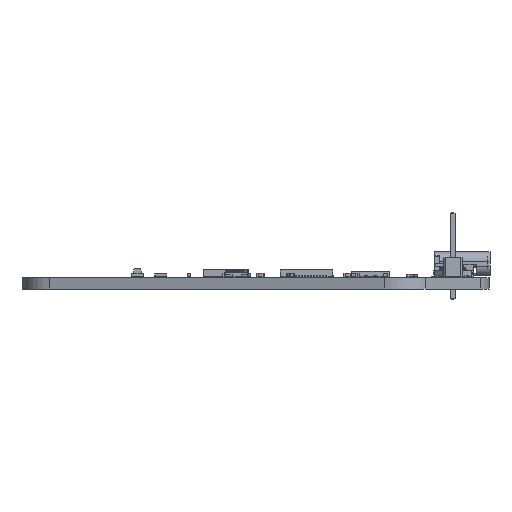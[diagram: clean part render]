
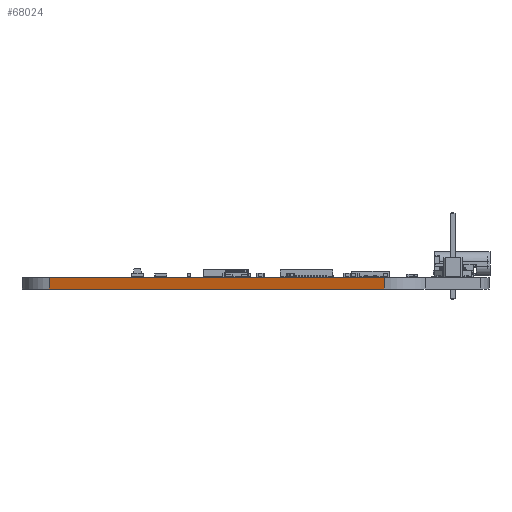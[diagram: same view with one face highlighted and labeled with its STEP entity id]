
A CAD part, left-side view. The second image highlights one B-rep face of the part: STEP entity #68024.
In plain terms, the highlighted planar face has unit normal (-0.954, 0.299, 0).
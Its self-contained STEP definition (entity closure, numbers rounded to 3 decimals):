
#66826 = VERTEX_POINT('',#66827);
#66827 = CARTESIAN_POINT('',(118.464,-64.284,0.));
#66833 = EDGE_CURVE('',#66834,#66826,#66836,.T.);
#66834 = VERTEX_POINT('',#66835);
#66835 = CARTESIAN_POINT('',(104.588,-108.575,0.));
#66836 = LINE('',#66837,#66838);
#66837 = CARTESIAN_POINT('',(104.588,-108.575,0.));
#66838 = VECTOR('',#66839,1.);
#66839 = DIRECTION('',(0.299,0.954,0.));
#67309 = VERTEX_POINT('',#67310);
#67310 = CARTESIAN_POINT('',(118.464,-64.284,1.51));
#67316 = EDGE_CURVE('',#67317,#67309,#67319,.T.);
#67317 = VERTEX_POINT('',#67318);
#67318 = CARTESIAN_POINT('',(104.588,-108.575,1.51));
#67319 = LINE('',#67320,#67321);
#67320 = CARTESIAN_POINT('',(104.588,-108.575,1.51));
#67321 = VECTOR('',#67322,1.);
#67322 = DIRECTION('',(0.299,0.954,0.));
#67994 = EDGE_CURVE('',#66826,#67309,#67995,.T.);
#67995 = LINE('',#67996,#67997);
#67996 = CARTESIAN_POINT('',(118.464,-64.284,0.));
#67997 = VECTOR('',#67998,1.);
#67998 = DIRECTION('',(0.,0.,1.));
#68024 = ADVANCED_FACE('',(#68025),#68036,.T.);
#68025 = FACE_BOUND('',#68026,.T.);
#68026 = EDGE_LOOP('',(#68027,#68033,#68034,#68035));
#68027 = ORIENTED_EDGE('',*,*,#68028,.T.);
#68028 = EDGE_CURVE('',#66834,#67317,#68029,.T.);
#68029 = LINE('',#68030,#68031);
#68030 = CARTESIAN_POINT('',(104.588,-108.575,0.));
#68031 = VECTOR('',#68032,1.);
#68032 = DIRECTION('',(0.,0.,1.));
#68033 = ORIENTED_EDGE('',*,*,#67316,.T.);
#68034 = ORIENTED_EDGE('',*,*,#67994,.F.);
#68035 = ORIENTED_EDGE('',*,*,#66833,.F.);
#68036 = PLANE('',#68037);
#68037 = AXIS2_PLACEMENT_3D('',#68038,#68039,#68040);
#68038 = CARTESIAN_POINT('',(104.588,-108.575,0.));
#68039 = DIRECTION('',(-0.954,0.299,0.));
#68040 = DIRECTION('',(0.299,0.954,0.));
